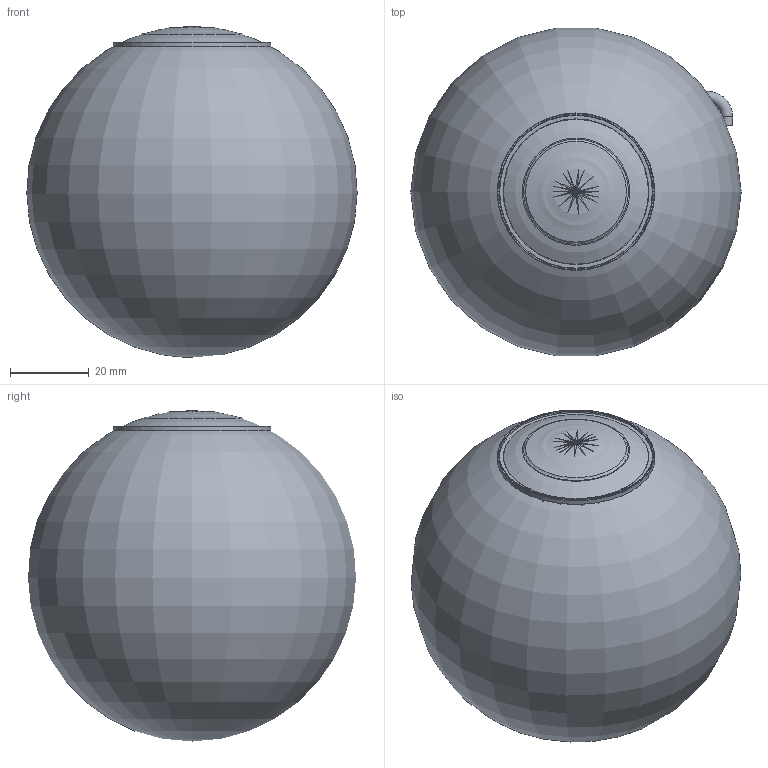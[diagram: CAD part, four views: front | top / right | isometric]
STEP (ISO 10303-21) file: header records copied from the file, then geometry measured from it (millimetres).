
FILE_DESCRIPTION(/* description */ ('Unknown'),/* implementation_level */ '2;1');
FILE_NAME(/* name */ 'EG3Z3915KCS-MPWIR_20210614',/* time_stamp */ '2021-06-14T14:06:35+09:00',/* author */ ('Unknown'),/* organization */ ('Unknown'),/* preprocessor_version */ 'ST-DEVELOPER v16.7',/* originating_system */ 'DEX',/* authorisation */ $);
FILE_SCHEMA (('AUTOMOTIVE_DESIGN {1 0 10303 214 3 1 1}'));
Length unit declared in the file: millimetre
Products named in the file (1): EG3Z3915KCS-MPWIR_20210614
Bounding box: 84.01 x 83.4 x 84.17 mm (x, y, z)
Volume: 235078.7 mm3; surface area: 44290 mm2
Topology: 10 solids, 10 shells, 795 faces, 2078 edges, 1369 vertices
Faces by surface type: plane 421, cylinder 204, bspline 67, cone 66, torus 31, sphere 6
Full cylindrical faces by diameter (mm): 0.4 x1, 0.6 x1, 1.4 x1, 1.6 x1, 1.7 x3, 1.9 x3, 2.2 x1, 3 x6, 4 x2, 6 x1, 7.699 x2, 10.8 x1, 12 x1, 12.1 x1, 22.5 x1, 23.5 x1, 24.3 x1, 25 x1, 28.154 x1, 29.5 x1, 29.9 x1, 32.9 x1, 38.2 x2, 38.7 x1, 40 x1, 40.064 x1, 40.4 x1, 41 x1
Entity records: 31365 total; most frequent: CARTESIAN_POINT 7231, ORIENTED_EDGE 3844, DIRECTION 3661, EDGE_CURVE 1922, AXIS2_PLACEMENT_3D 1319, VERTEX_POINT 1313, LINE 1023, VECTOR 1023
